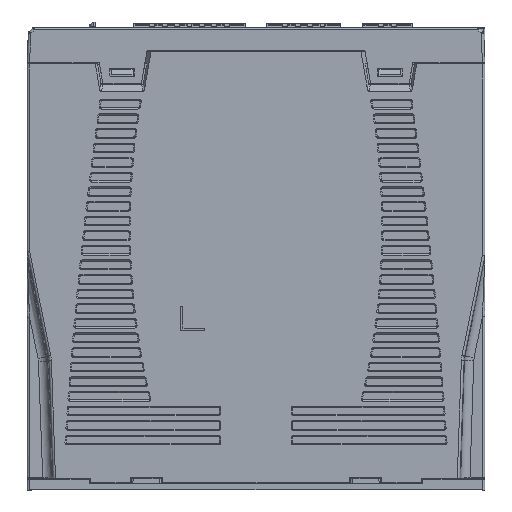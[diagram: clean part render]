
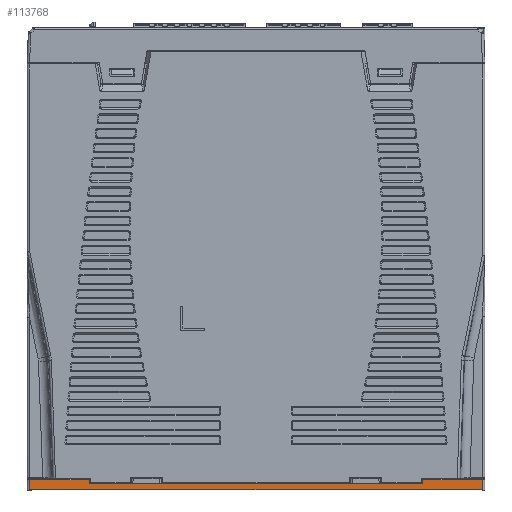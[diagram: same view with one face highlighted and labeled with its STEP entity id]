
A CAD part, left-side view. The second image highlights one B-rep face of the part: STEP entity #113768.
In plain terms, the highlighted planar face has unit normal (-1, 0, 0).
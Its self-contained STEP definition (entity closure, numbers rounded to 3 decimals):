
#1617 = ORIENTED_EDGE ( 'NONE', *, *, #131156, .T. ) ;
#4617 = DIRECTION ( 'NONE',  ( 0., 0., -1. ) ) ;
#6077 = CARTESIAN_POINT ( 'NONE',  ( 0., -94., -5. ) ) ;
#8153 = CARTESIAN_POINT ( 'NONE',  ( 0., -68.527, -0.83 ) ) ;
#8304 = CARTESIAN_POINT ( 'NONE',  ( 0., -94., -2.5 ) ) ;
#10255 = VECTOR ( 'NONE', #141005, 1000. ) ;
#16276 = LINE ( 'NONE', #131759, #133390 ) ;
#18003 = CARTESIAN_POINT ( 'NONE',  ( 0., -94., -0.83 ) ) ;
#28299 = VERTEX_POINT ( 'NONE', #150414 ) ;
#28402 = EDGE_CURVE ( 'NONE', #87889, #35932, #16276, .T. ) ;
#33555 = EDGE_CURVE ( 'NONE', #69242, #82161, #105154, .T. ) ;
#34882 = VECTOR ( 'NONE', #43654, 1000. ) ;
#35932 = VERTEX_POINT ( 'NONE', #127253 ) ;
#36193 = CARTESIAN_POINT ( 'NONE',  ( 0., 93., -0.83 ) ) ;
#37496 = DIRECTION ( 'NONE',  ( 0., 0., 1. ) ) ;
#37682 = LINE ( 'NONE', #126831, #10255 ) ;
#38059 = AXIS2_PLACEMENT_3D ( 'NONE', #8304, #82009, #82561 ) ;
#38578 = VERTEX_POINT ( 'NONE', #79436 ) ;
#39224 = LINE ( 'NONE', #79109, #80285 ) ;
#43654 = DIRECTION ( 'NONE',  ( 0., 1., 0. ) ) ;
#45015 = DIRECTION ( 'NONE',  ( 0., 0., -1. ) ) ;
#46451 = CARTESIAN_POINT ( 'NONE',  ( 0., -93., -5. ) ) ;
#56426 = EDGE_CURVE ( 'NONE', #82161, #155238, #139552, .T. ) ;
#58548 = EDGE_CURVE ( 'NONE', #35932, #38578, #39224, .T. ) ;
#69242 = VERTEX_POINT ( 'NONE', #149686 ) ;
#69568 = LINE ( 'NONE', #6077, #108690 ) ;
#72792 = ORIENTED_EDGE ( 'NONE', *, *, #56426, .T. ) ;
#75780 = EDGE_CURVE ( 'NONE', #150703, #155238, #69568, .T. ) ;
#76289 = EDGE_CURVE ( 'NONE', #28299, #87889, #112335, .T. ) ;
#79109 = CARTESIAN_POINT ( 'NONE',  ( 0., -94., -2.5 ) ) ;
#79436 = CARTESIAN_POINT ( 'NONE',  ( 0., 68.527, -2.5 ) ) ;
#80285 = VECTOR ( 'NONE', #116231, 1000. ) ;
#82009 = DIRECTION ( 'NONE',  ( 1., 0., 0. ) ) ;
#82161 = VERTEX_POINT ( 'NONE', #36193 ) ;
#82561 = DIRECTION ( 'NONE',  ( 0., 0., 1. ) ) ;
#83008 = ORIENTED_EDGE ( 'NONE', *, *, #58548, .T. ) ;
#84135 = FACE_OUTER_BOUND ( 'NONE', #122980, .T. ) ;
#87089 = CARTESIAN_POINT ( 'NONE',  ( 0., 93., -5. ) ) ;
#87889 = VERTEX_POINT ( 'NONE', #8153 ) ;
#88751 = ORIENTED_EDGE ( 'NONE', *, *, #75780, .F. ) ;
#90244 = ORIENTED_EDGE ( 'NONE', *, *, #122555, .T. ) ;
#98708 = VECTOR ( 'NONE', #143434, 1000. ) ;
#104136 = ORIENTED_EDGE ( 'NONE', *, *, #28402, .T. ) ;
#105081 = ORIENTED_EDGE ( 'NONE', *, *, #76289, .T. ) ;
#105154 = LINE ( 'NONE', #18003, #34882 ) ;
#108690 = VECTOR ( 'NONE', #143621, 1000. ) ;
#112335 = LINE ( 'NONE', #141821, #98708 ) ;
#113768 = ADVANCED_FACE ( 'NONE', ( #84135 ), #141019, .F. ) ;
#116077 = VECTOR ( 'NONE', #4617, 1000. ) ;
#116231 = DIRECTION ( 'NONE',  ( 0., 1., 0. ) ) ;
#118662 = CARTESIAN_POINT ( 'NONE',  ( 0., 93., -5. ) ) ;
#122555 = EDGE_CURVE ( 'NONE', #38578, #69242, #37682, .T. ) ;
#122980 = EDGE_LOOP ( 'NONE', ( #1617, #105081, #104136, #83008, #90244, #157565, #72792, #88751 ) ) ;
#126831 = CARTESIAN_POINT ( 'NONE',  ( 0., 68.527, -2.5 ) ) ;
#127253 = CARTESIAN_POINT ( 'NONE',  ( 0., -68.527, -2.5 ) ) ;
#131087 = LINE ( 'NONE', #158115, #135014 ) ;
#131156 = EDGE_CURVE ( 'NONE', #150703, #28299, #131087, .T. ) ;
#131759 = CARTESIAN_POINT ( 'NONE',  ( 0., -68.527, -2.5 ) ) ;
#133390 = VECTOR ( 'NONE', #45015, 1000. ) ;
#135014 = VECTOR ( 'NONE', #37496, 1000. ) ;
#139552 = LINE ( 'NONE', #118662, #116077 ) ;
#141005 = DIRECTION ( 'NONE',  ( 0., 0., 1. ) ) ;
#141019 = PLANE ( 'NONE',  #38059 ) ;
#141821 = CARTESIAN_POINT ( 'NONE',  ( 0., -94., -0.83 ) ) ;
#143434 = DIRECTION ( 'NONE',  ( 0., 1., 0. ) ) ;
#143621 = DIRECTION ( 'NONE',  ( 0., 1., 0. ) ) ;
#149686 = CARTESIAN_POINT ( 'NONE',  ( 0., 68.527, -0.83 ) ) ;
#150414 = CARTESIAN_POINT ( 'NONE',  ( 0., -93., -0.83 ) ) ;
#150703 = VERTEX_POINT ( 'NONE', #46451 ) ;
#155238 = VERTEX_POINT ( 'NONE', #87089 ) ;
#157565 = ORIENTED_EDGE ( 'NONE', *, *, #33555, .T. ) ;
#158115 = CARTESIAN_POINT ( 'NONE',  ( 0., -93., -2.5 ) ) ;
